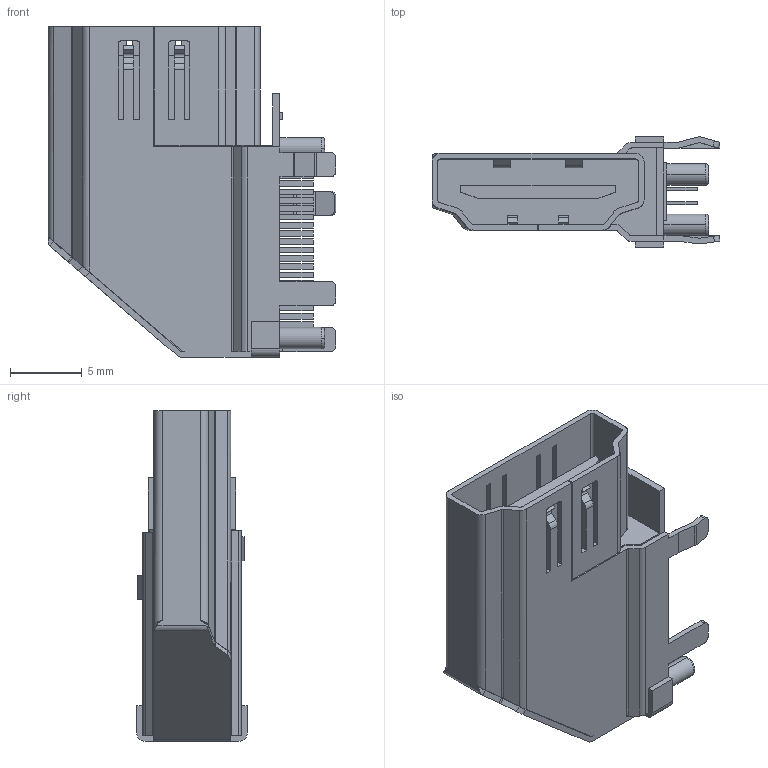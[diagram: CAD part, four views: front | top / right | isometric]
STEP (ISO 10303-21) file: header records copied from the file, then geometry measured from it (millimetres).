
FILE_DESCRIPTION (( 'STEP AP214' ), '1' );
FILE_NAME ('CUI_DEVICES_HD01-19-RA-TH.step', '2022-05-24T19:51:57', ( '' ), ( '' ), 'SwSTEP 2.0', 'SolidWorks 2022', '' );
FILE_SCHEMA (( 'AUTOMOTIVE_DESIGN' ));
Length unit declared in the file: inch
Products named in the file (1): CUI_DEVICES_HD01-19-RA-TH
Bounding box: 20.1 x 7.7 x 23.1 mm (x, y, z)
Volume: 1433.5 mm3; surface area: 2752 mm2
Topology: 21 solids, 21 shells, 372 faces, 997 edges, 662 vertices
Faces by surface type: plane 276, cylinder 86, bspline 6, torus 4
Entity records: 16745 total; most frequent: CARTESIAN_POINT 2223, ORIENTED_EDGE 1994, DIRECTION 1874, EDGE_CURVE 997, VECTOR 794, LINE 794, VERTEX_POINT 662, AXIS2_PLACEMENT_3D 540
